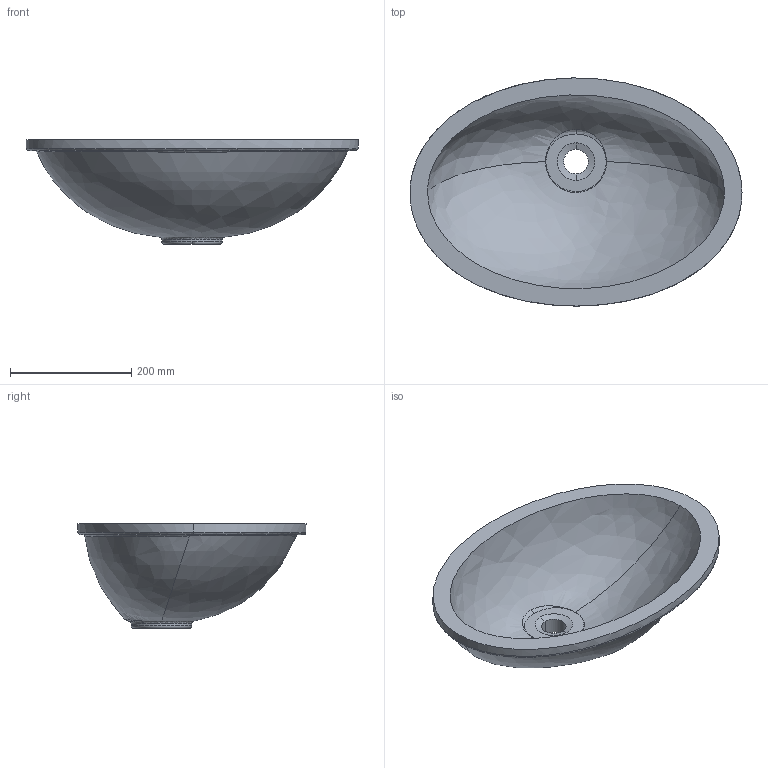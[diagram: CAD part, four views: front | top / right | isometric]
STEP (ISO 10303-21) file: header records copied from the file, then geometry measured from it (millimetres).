
FILE_DESCRIPTION(/* description */ (''),/* implementation_level */ '2;1');
FILE_NAME(/* name */ 'OVALII~1',/* time_stamp */ '2023-01-04T12:26:27+02:00',/* author */ (''),/* organization */ (''),/* preprocessor_version */ 'ST-DEVELOPER v15',/* originating_system */ '',/* authorisation */ '');
FILE_SCHEMA (('AUTOMOTIVE_DESIGN'));
Length unit declared in the file: millimetre
Products named in the file (1): Document
Bounding box: 548.07 x 376.69 x 173 mm (x, y, z)
Volume: 4380751.7 mm3; surface area: 507041.4 mm2
Topology: 1 solids, 1 shells, 27 faces, 62 edges, 39 vertices
Faces by surface type: bspline 23, plane 4
Entity records: 19621 total; most frequent: CARTESIAN_POINT 19206, ORIENTED_EDGE 124, EDGE_CURVE 62, B_SPLINE_CURVE_WITH_KNOTS 49, VERTEX_POINT 39, EDGE_LOOP 31, ADVANCED_FACE 27, FACE_OUTER_BOUND 27
